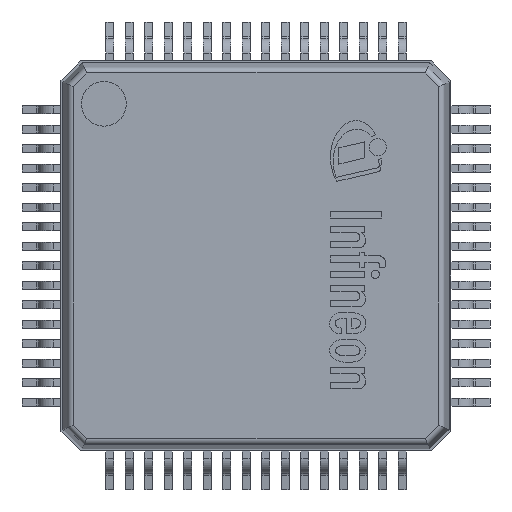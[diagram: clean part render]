
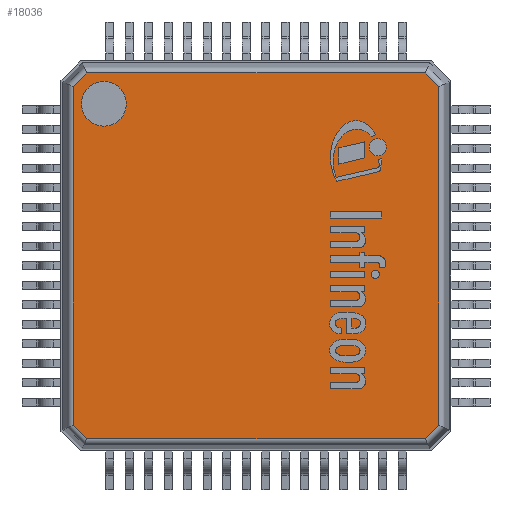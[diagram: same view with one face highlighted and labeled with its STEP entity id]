
A CAD part, top view. The second image highlights one B-rep face of the part: STEP entity #18036.
In plain terms, the highlighted planar face has unit normal (0, 0, 1).
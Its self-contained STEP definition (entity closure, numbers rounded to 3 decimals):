
#188=FACE_BOUND('',#2283,.T.);
#198=CIRCLE('',#19206,0.575);
#1214=FACE_OUTER_BOUND('',#2282,.T.);
#2282=EDGE_LOOP('',(#12016,#12017,#12018,#12019,#12020,#12021,#12022,#12023));
#2283=EDGE_LOOP('',(#12024));
#3368=LINE('',#26062,#5380);
#3370=LINE('',#26070,#5382);
#3372=LINE('',#26076,#5384);
#3375=LINE('',#26084,#5387);
#3377=LINE('',#26090,#5389);
#3379=LINE('',#26096,#5391);
#3381=LINE('',#26102,#5393);
#3383=LINE('',#26106,#5395);
#5380=VECTOR('',#20876,1.);
#5382=VECTOR('',#20884,1.);
#5384=VECTOR('',#20890,1.);
#5387=VECTOR('',#20897,1.);
#5389=VECTOR('',#20903,1.);
#5391=VECTOR('',#20909,1.);
#5393=VECTOR('',#20915,1.);
#5395=VECTOR('',#20921,1.);
#7379=VERTEX_POINT('',#26060);
#7380=VERTEX_POINT('',#26061);
#7383=VERTEX_POINT('',#26069);
#7385=VERTEX_POINT('',#26075);
#7388=VERTEX_POINT('',#26083);
#7390=VERTEX_POINT('',#26089);
#7392=VERTEX_POINT('',#26095);
#7394=VERTEX_POINT('',#26101);
#7400=VERTEX_POINT('',#26126);
#9199=EDGE_CURVE('',#7379,#7380,#3368,.T.);
#9203=EDGE_CURVE('',#7380,#7383,#3370,.T.);
#9206=EDGE_CURVE('',#7383,#7385,#3372,.T.);
#9210=EDGE_CURVE('',#7385,#7388,#3375,.T.);
#9213=EDGE_CURVE('',#7388,#7390,#3377,.T.);
#9216=EDGE_CURVE('',#7390,#7392,#3379,.T.);
#9219=EDGE_CURVE('',#7392,#7394,#3381,.T.);
#9222=EDGE_CURVE('',#7394,#7379,#3383,.T.);
#9232=EDGE_CURVE('',#7400,#7400,#198,.T.);
#12016=ORIENTED_EDGE('',*,*,#9199,.F.);
#12017=ORIENTED_EDGE('',*,*,#9222,.F.);
#12018=ORIENTED_EDGE('',*,*,#9219,.F.);
#12019=ORIENTED_EDGE('',*,*,#9216,.F.);
#12020=ORIENTED_EDGE('',*,*,#9213,.F.);
#12021=ORIENTED_EDGE('',*,*,#9210,.F.);
#12022=ORIENTED_EDGE('',*,*,#9206,.F.);
#12023=ORIENTED_EDGE('',*,*,#9203,.F.);
#12024=ORIENTED_EDGE('',*,*,#9232,.T.);
#17251=PLANE('',#19205);
#18036=ADVANCED_FACE('',(#1214,#188),#17251,.T.);
#19205=AXIS2_PLACEMENT_3D('',#26125,#20939,#20940);
#19206=AXIS2_PLACEMENT_3D('',#26127,#20941,#20942);
#20876=DIRECTION('',(0.707,-0.707,0.));
#20884=DIRECTION('',(0.,-1.,0.));
#20890=DIRECTION('',(-0.707,-0.707,0.));
#20897=DIRECTION('',(-1.,0.,0.));
#20903=DIRECTION('',(-0.707,0.707,0.));
#20909=DIRECTION('',(0.,1.,0.));
#20915=DIRECTION('',(0.707,0.707,0.));
#20921=DIRECTION('',(1.,0.,0.));
#20939=DIRECTION('center_axis',(0.,0.,1.));
#20940=DIRECTION('ref_axis',(1.,0.,0.));
#20941=DIRECTION('center_axis',(0.,0.,-1.));
#20942=DIRECTION('ref_axis',(-1.,0.,0.));
#26060=CARTESIAN_POINT('',(4.342,4.69,1.6));
#26061=CARTESIAN_POINT('',(4.69,4.342,1.6));
#26062=CARTESIAN_POINT('',(4.391,4.641,1.6));
#26069=CARTESIAN_POINT('',(4.69,-4.342,1.6));
#26070=CARTESIAN_POINT('',(4.69,2.225,1.6));
#26075=CARTESIAN_POINT('',(4.342,-4.69,1.6));
#26076=CARTESIAN_POINT('',(4.641,-4.391,1.6));
#26083=CARTESIAN_POINT('',(-4.342,-4.69,1.6));
#26084=CARTESIAN_POINT('',(2.225,-4.69,1.6));
#26089=CARTESIAN_POINT('',(-4.69,-4.342,1.6));
#26090=CARTESIAN_POINT('',(-4.391,-4.641,1.6));
#26095=CARTESIAN_POINT('',(-4.69,4.342,1.6));
#26096=CARTESIAN_POINT('',(-4.69,-2.225,1.6));
#26101=CARTESIAN_POINT('',(-4.342,4.69,1.6));
#26102=CARTESIAN_POINT('',(-4.641,4.391,1.6));
#26106=CARTESIAN_POINT('',(-2.225,4.69,1.6));
#26125=CARTESIAN_POINT('Origin',(0.,0.,1.6));
#26126=CARTESIAN_POINT('',(-3.325,3.9,1.6));
#26127=CARTESIAN_POINT('Origin',(-3.9,3.9,1.6));
